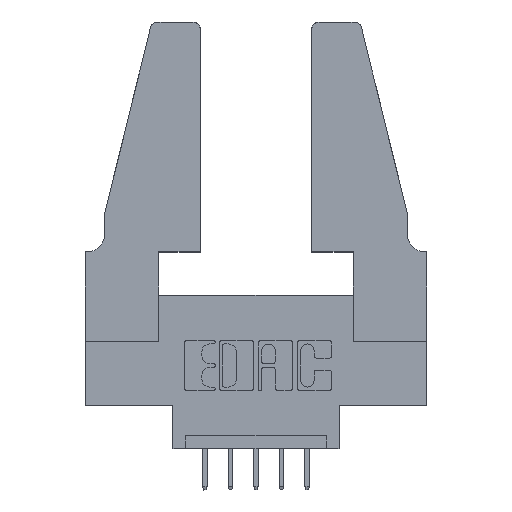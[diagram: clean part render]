
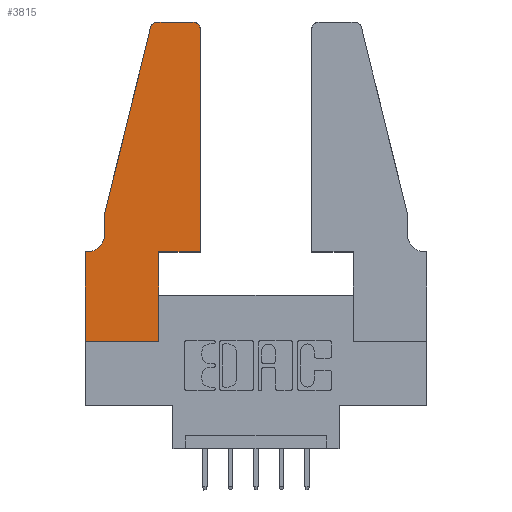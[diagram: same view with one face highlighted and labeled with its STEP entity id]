
A CAD part, top view. The second image highlights one B-rep face of the part: STEP entity #3815.
In plain terms, the highlighted planar face has unit normal (0, 0, 1).
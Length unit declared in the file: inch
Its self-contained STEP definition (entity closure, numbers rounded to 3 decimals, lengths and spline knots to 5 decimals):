
#272 = DIRECTION ( 'NONE',  ( 1., 0., 0. ) ) ;
#316 = VECTOR ( 'NONE', #8120, 39.37008 ) ;
#353 = VECTOR ( 'NONE', #4454, 39.37008 ) ;
#377 = CARTESIAN_POINT ( 'NONE',  ( 0., 0.35, 0.37 ) ) ;
#503 = EDGE_CURVE ( 'NONE', #3637, #1870, #10307, .T. ) ;
#515 = EDGE_CURVE ( 'NONE', #1870, #7470, #3733, .T. ) ;
#597 = ORIENTED_EDGE ( 'NONE', *, *, #1929, .T. ) ;
#882 = DIRECTION ( 'NONE',  ( 1., 0., 0. ) ) ;
#1106 = DIRECTION ( 'NONE',  ( -1., 0., 0. ) ) ;
#1116 = FACE_OUTER_BOUND ( 'NONE', #11048, .T. ) ;
#1160 = CARTESIAN_POINT ( 'NONE',  ( 0.0755, 0.5, 0.37 ) ) ;
#1223 = DIRECTION ( 'NONE',  ( 1., 0., 0. ) ) ;
#1292 = CARTESIAN_POINT ( 'NONE',  ( 0.0055, 0.42, 0.37 ) ) ;
#1352 = DIRECTION ( 'NONE',  ( 0., 0., 1. ) ) ;
#1369 = ORIENTED_EDGE ( 'NONE', *, *, #9687, .T. ) ;
#1498 = ORIENTED_EDGE ( 'NONE', *, *, #7583, .T. ) ;
#1547 = CARTESIAN_POINT ( 'NONE',  ( 0., 0., 0.37 ) ) ;
#1870 = VERTEX_POINT ( 'NONE', #9423 ) ;
#1929 = EDGE_CURVE ( 'NONE', #5378, #8180, #2895, .T. ) ;
#1953 = CARTESIAN_POINT ( 'NONE',  ( 0.4505, 0.35, 0.37 ) ) ;
#2049 = CARTESIAN_POINT ( 'NONE',  ( 0.2605, 1.25, 0.37 ) ) ;
#2078 = EDGE_CURVE ( 'NONE', #8599, #3637, #10537, .T. ) ;
#2271 = ORIENTED_EDGE ( 'NONE', *, *, #5679, .T. ) ;
#2434 = VERTEX_POINT ( 'NONE', #8934 ) ;
#2674 = DIRECTION ( 'NONE',  ( 0., -1., 0. ) ) ;
#2723 = DIRECTION ( 'NONE',  ( 0., 0., 1. ) ) ;
#2856 = AXIS2_PLACEMENT_3D ( 'NONE', #5874, #9202, #1223 ) ;
#2895 = LINE ( 'NONE', #2049, #10937 ) ;
#2899 = CARTESIAN_POINT ( 'NONE',  ( 0.4205, 1.25, 0.37 ) ) ;
#2909 = ORIENTED_EDGE ( 'NONE', *, *, #9171, .T. ) ;
#2932 = LINE ( 'NONE', #8863, #353 ) ;
#3105 = DIRECTION ( 'NONE',  ( 1., 0., 0. ) ) ;
#3373 = VERTEX_POINT ( 'NONE', #6769 ) ;
#3476 = ORIENTED_EDGE ( 'NONE', *, *, #7791, .T. ) ;
#3483 = DIRECTION ( 'NONE',  ( 1., 0., 0. ) ) ;
#3637 = VERTEX_POINT ( 'NONE', #1160 ) ;
#3733 = CIRCLE ( 'NONE', #7703, 0.07 ) ;
#3799 = CARTESIAN_POINT ( 'NONE',  ( 0.0755, 0.5, 0.37 ) ) ;
#3815 = ADVANCED_FACE ( 'NONE', ( #1116 ), #4146, .T. ) ;
#3828 = DIRECTION ( 'NONE',  ( -1., 0., 0. ) ) ;
#4104 = VECTOR ( 'NONE', #8039, 39.37008 ) ;
#4146 = PLANE ( 'NONE',  #2856 ) ;
#4358 = VERTEX_POINT ( 'NONE', #1953 ) ;
#4454 = DIRECTION ( 'NONE',  ( 0., 1., 0. ) ) ;
#4568 = DIRECTION ( 'NONE',  ( 0., 0., -1. ) ) ;
#4766 = EDGE_CURVE ( 'NONE', #8180, #8599, #8345, .T. ) ;
#4807 = CARTESIAN_POINT ( 'NONE',  ( 0.4205, 1.22, 0.37 ) ) ;
#5012 = CARTESIAN_POINT ( 'NONE',  ( 0.2865, 0.35, 0.37 ) ) ;
#5378 = VERTEX_POINT ( 'NONE', #2899 ) ;
#5440 = VECTOR ( 'NONE', #882, 39.37008 ) ;
#5679 = EDGE_CURVE ( 'NONE', #10230, #2434, #9112, .T. ) ;
#5742 = CIRCLE ( 'NONE', #5807, 0.03 ) ;
#5807 = AXIS2_PLACEMENT_3D ( 'NONE', #4807, #1352, #3105 ) ;
#5874 = CARTESIAN_POINT ( 'NONE',  ( 0., 0.35, 0.37 ) ) ;
#6096 = DIRECTION ( 'NONE',  ( -1., 0., 0. ) ) ;
#6119 = CARTESIAN_POINT ( 'NONE',  ( 0., 0., 0.37 ) ) ;
#6259 = DIRECTION ( 'NONE',  ( 0., 1., 0. ) ) ;
#6278 = EDGE_CURVE ( 'NONE', #8188, #4358, #10048, .T. ) ;
#6567 = ORIENTED_EDGE ( 'NONE', *, *, #2078, .T. ) ;
#6636 = LINE ( 'NONE', #7803, #9195 ) ;
#6661 = ORIENTED_EDGE ( 'NONE', *, *, #515, .T. ) ;
#6769 = CARTESIAN_POINT ( 'NONE',  ( 0.4505, 1.22, 0.37 ) ) ;
#6957 = VERTEX_POINT ( 'NONE', #377 ) ;
#7470 = VERTEX_POINT ( 'NONE', #8725 ) ;
#7583 = EDGE_CURVE ( 'NONE', #7470, #6957, #6636, .T. ) ;
#7696 = VECTOR ( 'NONE', #6259, 39.37008 ) ;
#7703 = AXIS2_PLACEMENT_3D ( 'NONE', #1292, #4568, #3828 ) ;
#7791 = EDGE_CURVE ( 'NONE', #4358, #3373, #9327, .T. ) ;
#7803 = CARTESIAN_POINT ( 'NONE',  ( 0.0755, 0.35, 0.37 ) ) ;
#7925 = CARTESIAN_POINT ( 'NONE',  ( 0.4505, 0.35, 0.37 ) ) ;
#8039 = DIRECTION ( 'NONE',  ( 0., -1., 0. ) ) ;
#8120 = DIRECTION ( 'NONE',  ( -0.239, -0.971, 0. ) ) ;
#8154 = CARTESIAN_POINT ( 'NONE',  ( 0.25487, 1.22718, 0.37 ) ) ;
#8177 = VECTOR ( 'NONE', #272, 39.37008 ) ;
#8180 = VERTEX_POINT ( 'NONE', #8426 ) ;
#8188 = VERTEX_POINT ( 'NONE', #5012 ) ;
#8345 = CIRCLE ( 'NONE', #10839, 0.03 ) ;
#8426 = CARTESIAN_POINT ( 'NONE',  ( 0.284, 1.25, 0.37 ) ) ;
#8599 = VERTEX_POINT ( 'NONE', #8154 ) ;
#8725 = CARTESIAN_POINT ( 'NONE',  ( 0.0055, 0.35, 0.37 ) ) ;
#8812 = ORIENTED_EDGE ( 'NONE', *, *, #503, .T. ) ;
#8863 = CARTESIAN_POINT ( 'NONE',  ( 0.2865, 0.35, 0.37 ) ) ;
#8895 = ORIENTED_EDGE ( 'NONE', *, *, #6278, .T. ) ;
#8934 = CARTESIAN_POINT ( 'NONE',  ( 0.2865, 0., 0.37 ) ) ;
#9112 = LINE ( 'NONE', #6119, #8177 ) ;
#9171 = EDGE_CURVE ( 'NONE', #3373, #5378, #5742, .T. ) ;
#9195 = VECTOR ( 'NONE', #6096, 39.37008 ) ;
#9202 = DIRECTION ( 'NONE',  ( 0., 0., 1. ) ) ;
#9327 = LINE ( 'NONE', #7925, #7696 ) ;
#9382 = ORIENTED_EDGE ( 'NONE', *, *, #10855, .T. ) ;
#9423 = CARTESIAN_POINT ( 'NONE',  ( 0.0755, 0.42, 0.37 ) ) ;
#9512 = CARTESIAN_POINT ( 'NONE',  ( 0.4505, 0.35, 0.37 ) ) ;
#9681 = CARTESIAN_POINT ( 'NONE',  ( 0.0755, 0.5, 0.37 ) ) ;
#9687 = EDGE_CURVE ( 'NONE', #2434, #8188, #2932, .T. ) ;
#9717 = CARTESIAN_POINT ( 'NONE',  ( 0., 0., 0.37 ) ) ;
#10048 = LINE ( 'NONE', #9512, #5440 ) ;
#10230 = VERTEX_POINT ( 'NONE', #1547 ) ;
#10307 = LINE ( 'NONE', #9681, #10846 ) ;
#10414 = CARTESIAN_POINT ( 'NONE',  ( 0.284, 1.22, 0.37 ) ) ;
#10537 = LINE ( 'NONE', #3799, #316 ) ;
#10707 = ORIENTED_EDGE ( 'NONE', *, *, #4766, .T. ) ;
#10839 = AXIS2_PLACEMENT_3D ( 'NONE', #10414, #2723, #3483 ) ;
#10846 = VECTOR ( 'NONE', #2674, 39.37008 ) ;
#10855 = EDGE_CURVE ( 'NONE', #6957, #10230, #10943, .T. ) ;
#10937 = VECTOR ( 'NONE', #1106, 39.37008 ) ;
#10943 = LINE ( 'NONE', #9717, #4104 ) ;
#11048 = EDGE_LOOP ( 'NONE', ( #597, #10707, #6567, #8812, #6661, #1498, #9382, #2271, #1369, #8895, #3476, #2909 ) ) ;
